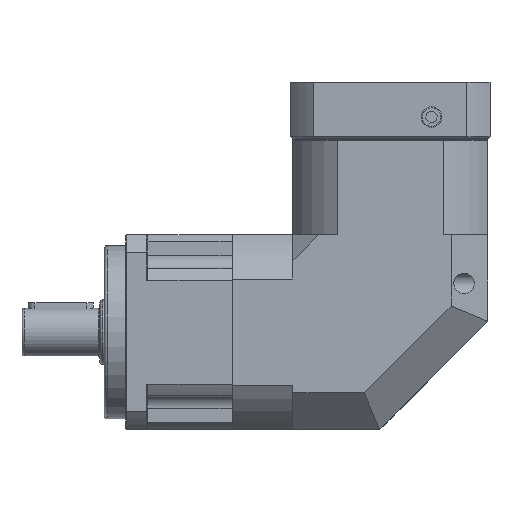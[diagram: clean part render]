
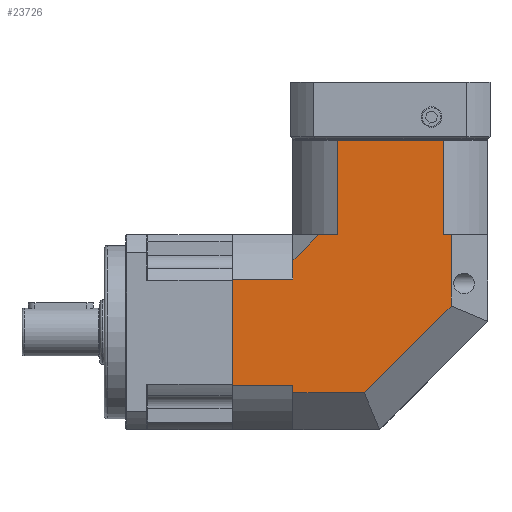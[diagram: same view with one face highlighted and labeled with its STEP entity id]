
A CAD part, left-side view. The second image highlights one B-rep face of the part: STEP entity #23726.
In plain terms, the highlighted planar face has unit normal (-1, 0, 0).
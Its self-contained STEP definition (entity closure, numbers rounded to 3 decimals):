
#23226=CARTESIAN_POINT('',(-45.,33.,45.));
#23227=VERTEX_POINT('',#23226);
#23234=CARTESIAN_POINT('',(-45.0,24.527,45.));
#23235=VERTEX_POINT('',#23234);
#23236=CARTESIAN_POINT('',(-45.0,24.527,45.));
#23237=DIRECTION('',(0.0,1.0,0.0));
#23238=VECTOR('',#23237,8.473);
#23239=LINE('',#23236,#23238);
#23240=EDGE_CURVE('',#23235,#23227,#23239,.T.);
#23257=CARTESIAN_POINT('',(-45.0,45.0,24.527));
#23258=VERTEX_POINT('',#23257);
#23259=CARTESIAN_POINT('',(-45.0,45.0,33.));
#23260=VERTEX_POINT('',#23259);
#23261=CARTESIAN_POINT('',(-45.0,45.0,24.527));
#23262=DIRECTION('',(0.0,0.0,1.0));
#23263=VECTOR('',#23262,8.473);
#23264=LINE('',#23261,#23263);
#23265=EDGE_CURVE('',#23258,#23260,#23264,.T.);
#23625=CARTESIAN_POINT('',(-45.0,-45.0,88.8));
#23626=DIRECTION('',(1.0,0.0,0.0));
#23627=DIRECTION('',(0.0,0.0,-1.0));
#23628=AXIS2_PLACEMENT_3D('',#23625,#23626,#23627);
#23629=PLANE('',#23628);
#23630=CARTESIAN_POINT('',(-45.0,-24.527,45.));
#23631=VERTEX_POINT('',#23630);
#23632=CARTESIAN_POINT('',(-45.0,-24.527,88.5));
#23633=VERTEX_POINT('',#23632);
#23634=CARTESIAN_POINT('',(-45.0,-24.527,45.));
#23635=DIRECTION('',(0.0,0.0,1.0));
#23636=VECTOR('',#23635,43.5);
#23637=LINE('',#23634,#23636);
#23638=EDGE_CURVE('',#23631,#23633,#23637,.T.);
#23639=ORIENTED_EDGE('',*,*,#23638,.T.);
#23640=CARTESIAN_POINT('',(-45.0,24.527,88.5));
#23641=VERTEX_POINT('',#23640);
#23642=CARTESIAN_POINT('',(-45.0,-24.527,88.5));
#23643=DIRECTION('',(0.0,1.0,0.0));
#23644=VECTOR('',#23643,49.054);
#23645=LINE('',#23642,#23644);
#23646=EDGE_CURVE('',#23633,#23641,#23645,.T.);
#23647=ORIENTED_EDGE('',*,*,#23646,.T.);
#23648=CARTESIAN_POINT('',(-45.0,24.527,45.));
#23649=DIRECTION('',(0.0,0.0,1.0));
#23650=VECTOR('',#23649,43.5);
#23651=LINE('',#23648,#23650);
#23652=EDGE_CURVE('',#23235,#23641,#23651,.T.);
#23653=ORIENTED_EDGE('',*,*,#23652,.F.);
#23654=ORIENTED_EDGE('',*,*,#23240,.T.);
#23655=CARTESIAN_POINT('',(-45.0,45.,33.));
#23656=DIRECTION('',(0.0,-0.707,0.707));
#23657=VECTOR('',#23656,16.971);
#23658=LINE('',#23655,#23657);
#23659=EDGE_CURVE('',#23260,#23227,#23658,.T.);
#23660=ORIENTED_EDGE('',*,*,#23659,.F.);
#23661=ORIENTED_EDGE('',*,*,#23265,.F.);
#23662=CARTESIAN_POINT('',(-45.0,72.8,24.527));
#23663=VERTEX_POINT('',#23662);
#23664=CARTESIAN_POINT('',(-45.0,45.0,24.527));
#23665=DIRECTION('',(0.0,1.0,0.0));
#23666=VECTOR('',#23665,27.8);
#23667=LINE('',#23664,#23666);
#23668=EDGE_CURVE('',#23258,#23663,#23667,.T.);
#23669=ORIENTED_EDGE('',*,*,#23668,.T.);
#23670=CARTESIAN_POINT('',(-45.0,72.8,-24.527));
#23671=VERTEX_POINT('',#23670);
#23672=CARTESIAN_POINT('',(-45.0,72.8,24.527));
#23673=DIRECTION('',(0.0,0.0,-1.0));
#23674=VECTOR('',#23673,49.054);
#23675=LINE('',#23672,#23674);
#23676=EDGE_CURVE('',#23663,#23671,#23675,.T.);
#23677=ORIENTED_EDGE('',*,*,#23676,.T.);
#23678=CARTESIAN_POINT('',(-45.0,45.0,-24.527));
#23679=VERTEX_POINT('',#23678);
#23680=CARTESIAN_POINT('',(-45.0,45.0,-24.527));
#23681=DIRECTION('',(0.0,1.0,0.0));
#23682=VECTOR('',#23681,27.8);
#23683=LINE('',#23680,#23682);
#23684=EDGE_CURVE('',#23679,#23671,#23683,.T.);
#23685=ORIENTED_EDGE('',*,*,#23684,.F.);
#23686=CARTESIAN_POINT('',(-45.,45.0,-28.));
#23687=VERTEX_POINT('',#23686);
#23688=CARTESIAN_POINT('',(-45.0,45.0,-24.527));
#23689=DIRECTION('',(0.0,0.0,-1.0));
#23690=VECTOR('',#23689,3.473);
#23691=LINE('',#23688,#23690);
#23692=EDGE_CURVE('',#23679,#23687,#23691,.T.);
#23693=ORIENTED_EDGE('',*,*,#23692,.T.);
#23694=CARTESIAN_POINT('',(-45.0,12.042,-28.));
#23695=VERTEX_POINT('',#23694);
#23696=CARTESIAN_POINT('',(-45.0,45.0,-28.));
#23697=DIRECTION('',(0.0,-1.0,0.0));
#23698=VECTOR('',#23697,32.958);
#23699=LINE('',#23696,#23698);
#23700=EDGE_CURVE('',#23687,#23695,#23699,.T.);
#23701=ORIENTED_EDGE('',*,*,#23700,.T.);
#23702=CARTESIAN_POINT('',(-45.0,-28.,12.042));
#23703=VERTEX_POINT('',#23702);
#23704=CARTESIAN_POINT('',(-45.0,12.042,-28.));
#23705=DIRECTION('',(0.0,-0.707,0.707));
#23706=VECTOR('',#23705,56.627);
#23707=LINE('',#23704,#23706);
#23708=EDGE_CURVE('',#23695,#23703,#23707,.T.);
#23709=ORIENTED_EDGE('',*,*,#23708,.T.);
#23710=CARTESIAN_POINT('',(-45.0,-28.,45.));
#23711=VERTEX_POINT('',#23710);
#23712=CARTESIAN_POINT('',(-45.0,-28.,12.042));
#23713=DIRECTION('',(0.0,0.0,1.0));
#23714=VECTOR('',#23713,32.958);
#23715=LINE('',#23712,#23714);
#23716=EDGE_CURVE('',#23703,#23711,#23715,.T.);
#23717=ORIENTED_EDGE('',*,*,#23716,.T.);
#23718=CARTESIAN_POINT('',(-45.0,-28.,45.));
#23719=DIRECTION('',(0.0,1.0,0.0));
#23720=VECTOR('',#23719,3.473);
#23721=LINE('',#23718,#23720);
#23722=EDGE_CURVE('',#23711,#23631,#23721,.T.);
#23723=ORIENTED_EDGE('',*,*,#23722,.T.);
#23724=EDGE_LOOP('',(#23639,#23647,#23653,#23654,#23660,#23661,#23669,#23677,#23685,#23693,#23701,#23709,#23717,#23723));
#23725=FACE_OUTER_BOUND('',#23724,.T.);
#23726=ADVANCED_FACE('',(#23725),#23629,.F.);
